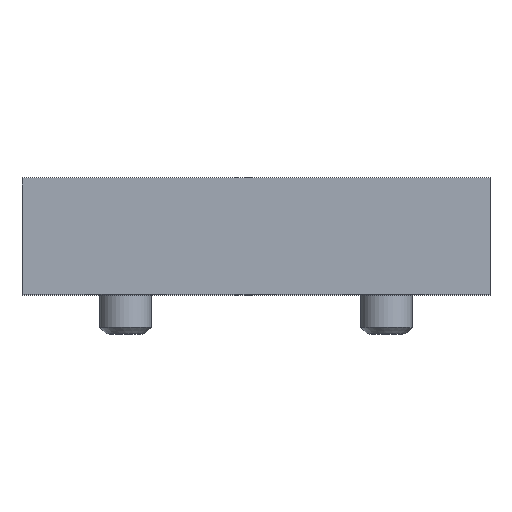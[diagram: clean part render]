
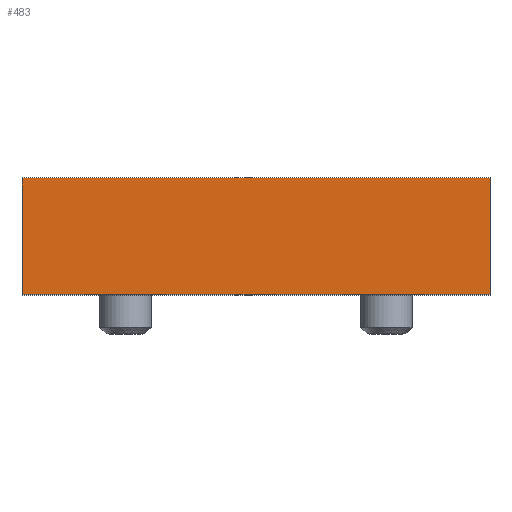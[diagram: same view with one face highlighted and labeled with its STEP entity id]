
A CAD part, top view. The second image highlights one B-rep face of the part: STEP entity #483.
In plain terms, the highlighted planar face has unit normal (0, 0, 1).
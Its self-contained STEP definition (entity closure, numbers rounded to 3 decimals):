
#46=PLANE('',#587);
#74=FACE_OUTER_BOUND('',#106,.T.);
#106=EDGE_LOOP('',(#397,#398,#399,#400));
#126=LINE('',#802,#167);
#132=LINE('',#822,#173);
#136=LINE('',#834,#177);
#139=LINE('',#839,#180);
#167=VECTOR('',#652,10.);
#173=VECTOR('',#672,10.);
#177=VECTOR('',#684,10.);
#180=VECTOR('',#689,10.);
#237=VERTEX_POINT('',#800);
#238=VERTEX_POINT('',#801);
#245=VERTEX_POINT('',#821);
#249=VERTEX_POINT('',#833);
#285=EDGE_CURVE('',#237,#238,#126,.T.);
#295=EDGE_CURVE('',#245,#238,#132,.T.);
#301=EDGE_CURVE('',#237,#249,#136,.T.);
#304=EDGE_CURVE('',#249,#245,#139,.T.);
#397=ORIENTED_EDGE('',*,*,#304,.T.);
#398=ORIENTED_EDGE('',*,*,#295,.T.);
#399=ORIENTED_EDGE('',*,*,#285,.F.);
#400=ORIENTED_EDGE('',*,*,#301,.T.);
#483=ADVANCED_FACE('',(#74),#46,.T.);
#587=AXIS2_PLACEMENT_3D('',#841,#691,#692);
#652=DIRECTION('',(0.,-1.,0.));
#672=DIRECTION('',(1.,0.,0.));
#684=DIRECTION('',(-1.,0.,0.));
#689=DIRECTION('',(0.,-1.,0.));
#691=DIRECTION('center_axis',(0.,0.,1.));
#692=DIRECTION('ref_axis',(1.,0.,0.));
#800=CARTESIAN_POINT('',(18.1,12.4,0.));
#801=CARTESIAN_POINT('',(18.1,3.4,0.));
#802=CARTESIAN_POINT('',(18.1,12.4,0.));
#821=CARTESIAN_POINT('',(-18.1,3.4,0.));
#822=CARTESIAN_POINT('',(-18.1,3.4,0.));
#833=CARTESIAN_POINT('',(-18.1,12.4,0.));
#834=CARTESIAN_POINT('',(0.,12.4,0.));
#839=CARTESIAN_POINT('',(-18.1,12.4,0.));
#841=CARTESIAN_POINT('Origin',(-9.05,7.9,0.));
